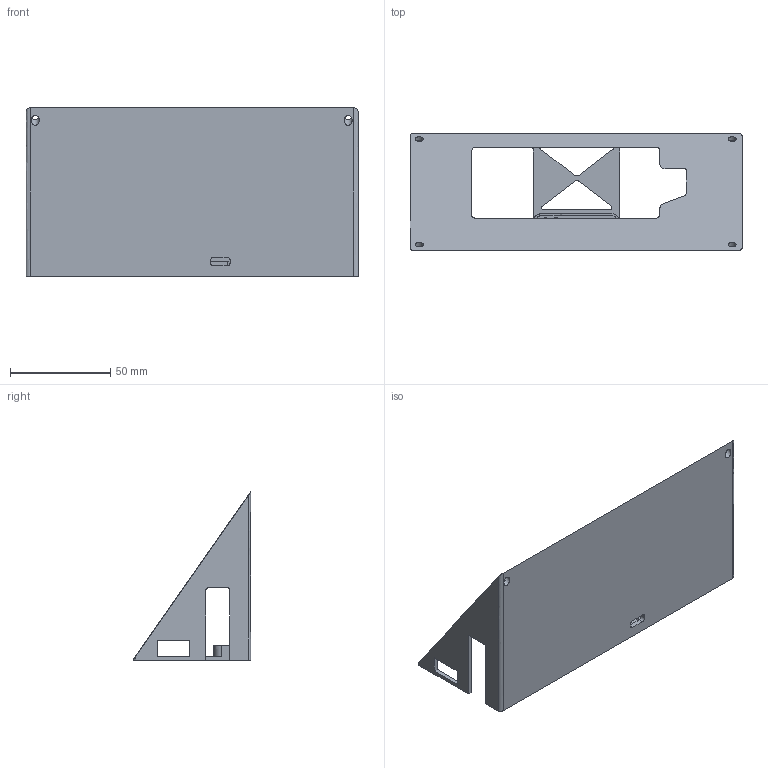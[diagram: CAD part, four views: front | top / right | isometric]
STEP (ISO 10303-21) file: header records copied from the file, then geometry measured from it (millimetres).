
FILE_DESCRIPTION(('HOOPS Exchange Step'),'2;1');
FILE_NAME('temp_export','2024-09-05T19:54:38+01:00',('mobile'),('Shapr3D Limited'),'HOOPS Exchange 2024.2','Shapr3D','Authorized');
FILE_SCHEMA( ('AP242_MANAGED_MODEL_BASED_3D_ENGINEERING_MIM_LF {1 0 10303 442 1 1 4 }') );
Length unit declared in the file: millimetre
Products named in the file (1): Body 113
Bounding box: 165.55 x 58.59 x 83.89 mm (x, y, z)
Volume: 64854.3 mm3; surface area: 59566 mm2
Topology: 1 solids, 1 shells, 148 faces, 460 edges, 309 vertices
Faces by surface type: plane 73, cylinder 66, bspline 7, cone 2
Full cylindrical faces by diameter (mm): 2.3 x2, 4 x6
Entity records: 5863 total; most frequent: CARTESIAN_POINT 1547, ORIENTED_EDGE 920, DIRECTION 878, EDGE_CURVE 460, VERTEX_POINT 309, AXIS2_PLACEMENT_3D 294, VECTOR 290, LINE 290
